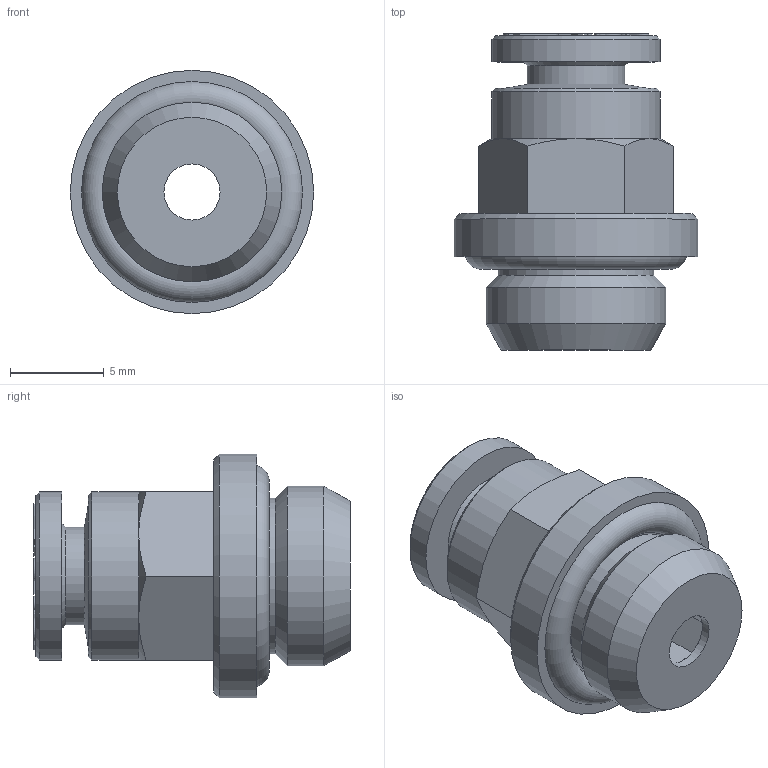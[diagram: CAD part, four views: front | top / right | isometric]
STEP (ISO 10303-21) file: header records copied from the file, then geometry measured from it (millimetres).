
FILE_DESCRIPTION(/* description */ ('STEP AP214'),/* implementation_level */ '2;1');
FILE_NAME(/* name */ 'AP020011',/* time_stamp */ '2023-03-28T14:07:32+02:00',/* author */ ('License CC BY-ND 4.0'),/* organization */ ('CADENAS'),/* preprocessor_version */ 'ST-DEVELOPER v19.3',/* originating_system */ 'PARTsolutions',/* authorisation */ ' ');
FILE_SCHEMA (('AUTOMOTIVE_DESIGN {1 0 10303 214 3 1 1}'));
Length unit declared in the file: millimetre
Products named in the file (2): AP020011; AP020011_PART1
Assembly tree (1 placements, depth 2):
  AP020011
    AP020011_PART1
Bounding box: 13 x 16.9 x 13 mm (x, y, z)
Volume: 1016.8 mm3; surface area: 1046.1 mm2
Topology: 1 solids, 1 shells, 213 faces, 542 edges, 354 vertices
Faces by surface type: plane 127, bspline 62, cone 15, cylinder 8, torus 1
Full cylindrical faces by diameter (mm): 3 x1, 4.15 x1, 5.2 x1, 8.3 x1, 9 x2, 9.6 x1, 13 x1
Entity records: 11082 total; most frequent: CARTESIAN_POINT 4921, ORIENTED_EDGE 1042, DIRECTION 720, EDGE_CURVE 521, VERTEX_POINT 351, LINE 344, VECTOR 344, EDGE_LOOP 256
